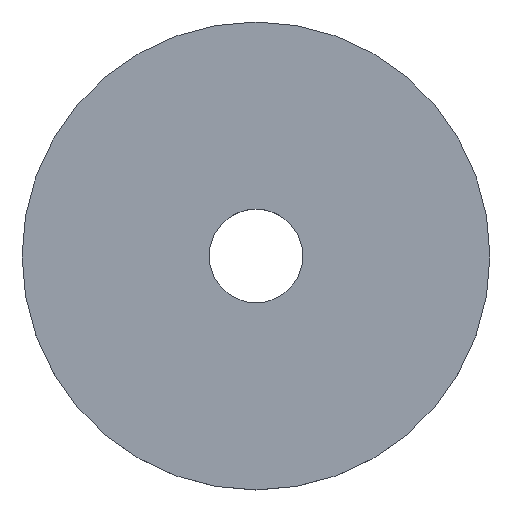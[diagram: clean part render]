
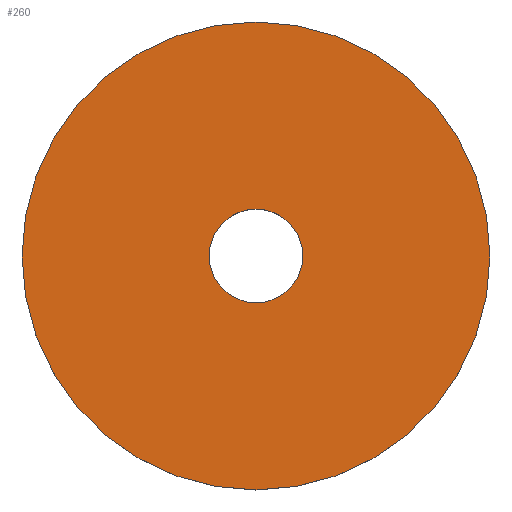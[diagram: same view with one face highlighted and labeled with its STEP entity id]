
A CAD part, top view. The second image highlights one B-rep face of the part: STEP entity #260.
In plain terms, the highlighted planar face has unit normal (0, 0, 1).
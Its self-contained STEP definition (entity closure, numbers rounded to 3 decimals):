
#6 = AXIS2_PLACEMENT_3D ( 'NONE', #221, #86, #110 ) ;
#14 = EDGE_CURVE ( 'NONE', #220, #307, #106, .T. ) ;
#22 = EDGE_LOOP ( 'NONE', ( #259, #123 ) ) ;
#25 = CARTESIAN_POINT ( 'NONE',  ( 0., 0., 3. ) ) ;
#28 = DIRECTION ( 'NONE',  ( 0., 0., 1. ) ) ;
#30 = DIRECTION ( 'NONE',  ( 1., 0., 0. ) ) ;
#41 = AXIS2_PLACEMENT_3D ( 'NONE', #254, #279, #230 ) ;
#48 = CARTESIAN_POINT ( 'NONE',  ( 25., 0., 3. ) ) ;
#70 = EDGE_LOOP ( 'NONE', ( #340, #167 ) ) ;
#74 = VERTEX_POINT ( 'NONE', #165 ) ;
#80 = DIRECTION ( 'NONE',  ( 1., 0., 0. ) ) ;
#83 = FACE_OUTER_BOUND ( 'NONE', #22, .T. ) ;
#86 = DIRECTION ( 'NONE',  ( 0., 0., 1. ) ) ;
#106 = CIRCLE ( 'NONE', #287, 25. ) ;
#110 = DIRECTION ( 'NONE',  ( 1., 0., 0. ) ) ;
#114 = CARTESIAN_POINT ( 'NONE',  ( -5., 0., 3. ) ) ;
#123 = ORIENTED_EDGE ( 'NONE', *, *, #155, .T. ) ;
#127 = CIRCLE ( 'NONE', #6, 25. ) ;
#139 = FACE_BOUND ( 'NONE', #70, .T. ) ;
#150 = DIRECTION ( 'NONE',  ( 0., 0., 1. ) ) ;
#155 = EDGE_CURVE ( 'NONE', #307, #220, #127, .T. ) ;
#165 = CARTESIAN_POINT ( 'NONE',  ( 5., 0., 3. ) ) ;
#167 = ORIENTED_EDGE ( 'NONE', *, *, #298, .F. ) ;
#179 = AXIS2_PLACEMENT_3D ( 'NONE', #25, #190, #30 ) ;
#183 = EDGE_CURVE ( 'NONE', #188, #74, #206, .T. ) ;
#188 = VERTEX_POINT ( 'NONE', #114 ) ;
#190 = DIRECTION ( 'NONE',  ( 0., 0., 1. ) ) ;
#206 = CIRCLE ( 'NONE', #41, 5. ) ;
#209 = PLANE ( 'NONE',  #331 ) ;
#220 = VERTEX_POINT ( 'NONE', #337 ) ;
#221 = CARTESIAN_POINT ( 'NONE',  ( 0., 0., 3. ) ) ;
#230 = DIRECTION ( 'NONE',  ( 1., 0., 0. ) ) ;
#240 = CARTESIAN_POINT ( 'NONE',  ( 0., 0., 3. ) ) ;
#254 = CARTESIAN_POINT ( 'NONE',  ( 0., 0., 3. ) ) ;
#259 = ORIENTED_EDGE ( 'NONE', *, *, #14, .T. ) ;
#260 = ADVANCED_FACE ( 'NONE', ( #83, #139 ), #209, .T. ) ;
#279 = DIRECTION ( 'NONE',  ( 0., 0., 1. ) ) ;
#285 = CARTESIAN_POINT ( 'NONE',  ( 0., 0., 3. ) ) ;
#286 = DIRECTION ( 'NONE',  ( 1., 0., 0. ) ) ;
#287 = AXIS2_PLACEMENT_3D ( 'NONE', #240, #28, #80 ) ;
#298 = EDGE_CURVE ( 'NONE', #74, #188, #321, .T. ) ;
#307 = VERTEX_POINT ( 'NONE', #48 ) ;
#321 = CIRCLE ( 'NONE', #179, 5. ) ;
#331 = AXIS2_PLACEMENT_3D ( 'NONE', #285, #150, #286 ) ;
#337 = CARTESIAN_POINT ( 'NONE',  ( -25., 0., 3. ) ) ;
#340 = ORIENTED_EDGE ( 'NONE', *, *, #183, .F. ) ;
